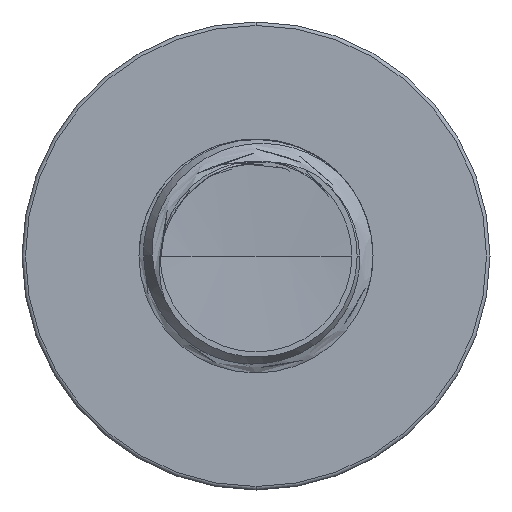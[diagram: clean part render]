
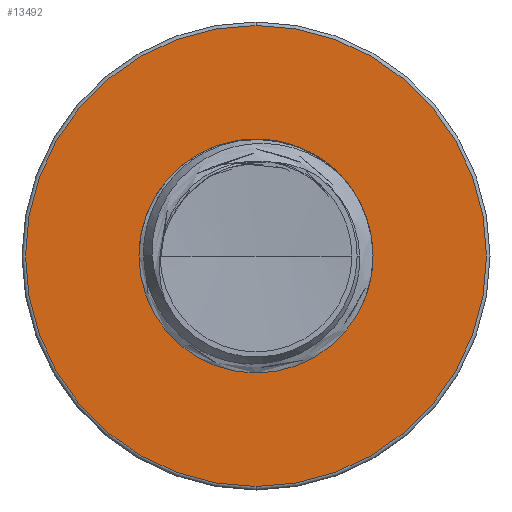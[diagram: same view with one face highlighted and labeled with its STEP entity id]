
A CAD part, front view. The second image highlights one B-rep face of the part: STEP entity #13492.
In plain terms, the highlighted planar face has unit normal (0, -1, 0).
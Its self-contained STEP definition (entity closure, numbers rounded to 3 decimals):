
#93 = DIRECTION ( 'NONE',  ( 0., 0., -1. ) ) ;
#94 = VERTEX_POINT ( 'NONE', #20563 ) ;
#112 = EDGE_CURVE ( 'NONE', #94, #9051, #10857, .T. ) ;
#117 = DIRECTION ( 'NONE',  ( 0., -1., 0. ) ) ;
#145 = CARTESIAN_POINT ( 'NONE',  ( 0., 8., 0. ) ) ;
#297 = VERTEX_POINT ( 'NONE', #20146 ) ;
#1247 = AXIS2_PLACEMENT_3D ( 'NONE', #18673, #18308, #18284 ) ;
#2652 = CARTESIAN_POINT ( 'NONE',  ( 0., 8., -3.94 ) ) ;
#2774 = VERTEX_POINT ( 'NONE', #13640 ) ;
#3607 = FACE_BOUND ( 'NONE', #3956, .T. ) ;
#3956 = EDGE_LOOP ( 'NONE', ( #20656, #7736 ) ) ;
#4246 = CIRCLE ( 'NONE', #13487, 1.971 ) ;
#4275 = CIRCLE ( 'NONE', #9693, 1.971 ) ;
#5881 = ORIENTED_EDGE ( 'NONE', *, *, #6068, .T. ) ;
#6068 = EDGE_CURVE ( 'NONE', #9051, #94, #19480, .T. ) ;
#6122 = EDGE_CURVE ( 'NONE', #297, #2774, #4275, .T. ) ;
#7736 = ORIENTED_EDGE ( 'NONE', *, *, #9288, .F. ) ;
#8950 = FACE_OUTER_BOUND ( 'NONE', #20688, .T. ) ;
#9051 = VERTEX_POINT ( 'NONE', #2652 ) ;
#9288 = EDGE_CURVE ( 'NONE', #2774, #297, #4246, .T. ) ;
#9693 = AXIS2_PLACEMENT_3D ( 'NONE', #17281, #17262, #17214 ) ;
#10857 = CIRCLE ( 'NONE', #1247, 3.94 ) ;
#13487 = AXIS2_PLACEMENT_3D ( 'NONE', #145, #117, #93 ) ;
#13492 = ADVANCED_FACE ( 'NONE', ( #8950, #3607 ), #20263, .T. ) ;
#13640 = CARTESIAN_POINT ( 'NONE',  ( 0., 8., 1.971 ) ) ;
#16258 = ORIENTED_EDGE ( 'NONE', *, *, #112, .T. ) ;
#17214 = DIRECTION ( 'NONE',  ( 0., 0., -1. ) ) ;
#17262 = DIRECTION ( 'NONE',  ( 0., -1., 0. ) ) ;
#17281 = CARTESIAN_POINT ( 'NONE',  ( 0., 8., 0. ) ) ;
#17329 = DIRECTION ( 'NONE',  ( 0., 0., -1. ) ) ;
#17336 = AXIS2_PLACEMENT_3D ( 'NONE', #17400, #17375, #17329 ) ;
#17375 = DIRECTION ( 'NONE',  ( 0., -1., 0. ) ) ;
#17400 = CARTESIAN_POINT ( 'NONE',  ( 0., 8., 0. ) ) ;
#18284 = DIRECTION ( 'NONE',  ( 0., 0., -1. ) ) ;
#18308 = DIRECTION ( 'NONE',  ( 0., -1., 0. ) ) ;
#18673 = CARTESIAN_POINT ( 'NONE',  ( 0., 8., 0. ) ) ;
#19480 = CIRCLE ( 'NONE', #17336, 3.94 ) ;
#20146 = CARTESIAN_POINT ( 'NONE',  ( 0., 8., -1.971 ) ) ;
#20192 = DIRECTION ( 'NONE',  ( 0., 0., -1. ) ) ;
#20239 = DIRECTION ( 'NONE',  ( 0., -1., 0. ) ) ;
#20263 = PLANE ( 'NONE',  #21186 ) ;
#20351 = CARTESIAN_POINT ( 'NONE',  ( 0., 8., 1.971 ) ) ;
#20563 = CARTESIAN_POINT ( 'NONE',  ( 0., 8., 3.94 ) ) ;
#20656 = ORIENTED_EDGE ( 'NONE', *, *, #6122, .F. ) ;
#20688 = EDGE_LOOP ( 'NONE', ( #5881, #16258 ) ) ;
#21186 = AXIS2_PLACEMENT_3D ( 'NONE', #20351, #20239, #20192 ) ;
